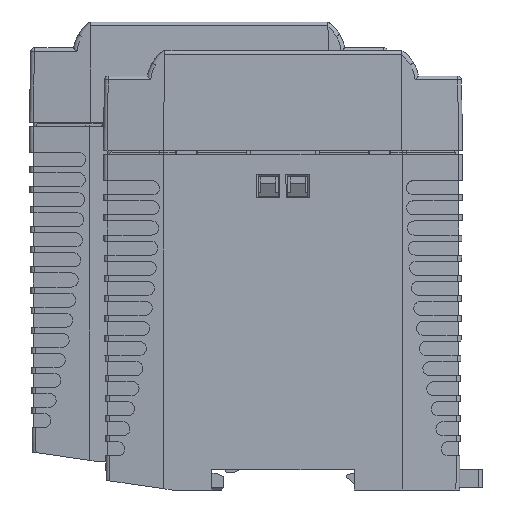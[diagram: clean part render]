
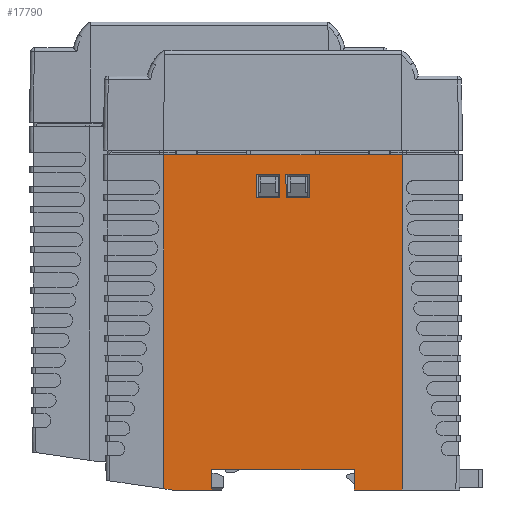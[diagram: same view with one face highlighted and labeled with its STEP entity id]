
A CAD part, left-side view. The second image highlights one B-rep face of the part: STEP entity #17790.
In plain terms, the highlighted planar face has unit normal (-1, 0, -0.009).
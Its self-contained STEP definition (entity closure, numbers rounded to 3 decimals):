
#7850 = EDGE_CURVE( '    LINE', #23545, #23546, #23547, .T. );
#8430 = EDGE_CURVE( '    LINE', #24510, #24511, #24512, .T. );
#9096 = EDGE_CURVE( '    LINE', #25589, #25590, #25591, .T. );
#9151 = EDGE_CURVE( '    LINE', #25683, #25684, #25685, .T. );
#11196 = EDGE_CURVE( '    LINE', #27874, #22193, #28811, .T. );
#11831 = EDGE_CURVE( '    LINE', #25692, #23575, #29721, .T. );
#11855 = EDGE_CURVE( '    LINE', #25590, #24510, #29753, .T. );
#13745 = EDGE_CURVE( '    LINE', #23575, #23545, #32298, .T. );
#13769 = EDGE_CURVE( '    LINE', #25684, #32329, #32330, .T. );
#14797 = EDGE_CURVE( '    LINE', #24511, #25589, #33664, .T. );
#16223 = EDGE_CURVE( '    LINE', #35445, #32329, #35446, .T. );
#17723 = EDGE_CURVE( '    LINE', #23546, #25692, #37246, .T. );
#17790 = ADVANCED_FACE( '    FACE', ( #37321, #37322, #37323 ), #37324, .F. );
#18013 = EDGE_CURVE( '    LINE', #37588, #35445, #37589, .T. );
#18021 = EDGE_CURVE( '    LINE', #25683, #35974, #37599, .T. );
#18733 = EDGE_CURVE( '    LINE', #30201, #35974, #38430, .T. );
#19241 = EDGE_CURVE( '    LINE', #30201, #22193, #39020, .T. );
#20223 = EDGE_CURVE( '    LINE', #37588, #27874, #40154, .T. );
#22193 = VERTEX_POINT( '', #42515 );
#23545 = VERTEX_POINT( '', #44448 );
#23546 = VERTEX_POINT( '', #44449 );
#23547 = LINE( '', #44450, #44451 );
#23575 = VERTEX_POINT( '', #44488 );
#24510 = VERTEX_POINT( '', #45850 );
#24511 = VERTEX_POINT( '', #45851 );
#24512 = LINE( '', #45852, #45853 );
#25589 = VERTEX_POINT( '', #47446 );
#25590 = VERTEX_POINT( '', #47447 );
#25591 = LINE( '', #47448, #47449 );
#25683 = VERTEX_POINT( '', #47581 );
#25684 = VERTEX_POINT( '', #47582 );
#25685 = LINE( '', #47583, #47584 );
#25692 = VERTEX_POINT( '', #47594 );
#27874 = VERTEX_POINT( '', #50825 );
#28811 = LINE( '', #52247, #52248 );
#29721 = LINE( '', #53603, #53604 );
#29753 = LINE( '', #53652, #53653 );
#30201 = VERTEX_POINT( '', #54350 );
#32298 = LINE( '', #57593, #57594 );
#32329 = VERTEX_POINT( '', #57642 );
#32330 = LINE( '', #57643, #57644 );
#33664 = LINE( '', #59716, #59717 );
#35445 = VERTEX_POINT( '', #62501 );
#35446 = LINE( '', #62502, #62503 );
#35974 = VERTEX_POINT( '', #63376 );
#37246 = LINE( '', #65429, #65430 );
#37321 = FACE_OUTER_BOUND( '', #65555, .T. );
#37322 = FACE_BOUND( '', #65556, .T. );
#37323 = FACE_BOUND( '', #65557, .T. );
#37324 = PLANE( '', #65558 );
#37588 = VERTEX_POINT( '', #65978 );
#37589 = LINE( '', #65979, #65980 );
#37599 = LINE( '', #65993, #65994 );
#38430 = LINE( '', #67356, #67357 );
#39020 = LINE( '', #68325, #68326 );
#40154 = LINE( '', #70161, #70162 );
#42515 = CARTESIAN_POINT( '', ( -35.75, -29.75, -2.8 ) );
#44448 = CARTESIAN_POINT( '', ( -35.708, -6.658, -7.642 ) );
#44449 = CARTESIAN_POINT( '', ( -35.657, -6.607, -13.507 ) );
#44450 = CARTESIAN_POINT( '', ( -35.708, -6.658, -7.642 ) );
#44451 = VECTOR( '', #74647, 1000. );
#44488 = CARTESIAN_POINT( '', ( -35.708, -0.742, -7.642 ) );
#45850 = CARTESIAN_POINT( '', ( -35.657, 6.607, -13.507 ) );
#45851 = CARTESIAN_POINT( '', ( -35.708, 6.658, -7.642 ) );
#45852 = CARTESIAN_POINT( '', ( -35.657, 6.607, -13.507 ) );
#45853 = VECTOR( '', #75527, 1000. );
#47446 = CARTESIAN_POINT( '', ( -35.708, 0.742, -7.642 ) );
#47447 = CARTESIAN_POINT( '', ( -35.657, 0.793, -13.507 ) );
#47448 = CARTESIAN_POINT( '', ( -35.708, 0.742, -7.642 ) );
#47449 = VECTOR( '', #76708, 1000. );
#47581 = CARTESIAN_POINT( '', ( -35.021, 27.5, -86.3 ) );
#47582 = CARTESIAN_POINT( '', ( -35.021, 17.75, -86.3 ) );
#47583 = CARTESIAN_POINT( '', ( -35.021, 27.5, -86.3 ) );
#47584 = VECTOR( '', #76783, 1000. );
#47594 = CARTESIAN_POINT( '', ( -35.657, -0.793, -13.507 ) );
#50825 = CARTESIAN_POINT( '', ( -35.021, -29.726, -86.3 ) );
#52247 = CARTESIAN_POINT( '', ( -35.021, -29.726, -86.3 ) );
#52248 = VECTOR( '', #80266, 1000. );
#53603 = CARTESIAN_POINT( '', ( -35.657, -0.793, -13.507 ) );
#53604 = VECTOR( '', #81403, 1000. );
#53652 = CARTESIAN_POINT( '', ( -35.657, 0.793, -13.507 ) );
#53653 = VECTOR( '', #81439, 1000. );
#54350 = CARTESIAN_POINT( '', ( -35.75, 29.75, -2.8 ) );
#57593 = CARTESIAN_POINT( '', ( -35.708, -0.742, -7.642 ) );
#57594 = VECTOR( '', #84674, 1000. );
#57642 = CARTESIAN_POINT( '', ( -35.065, 17.75, -81.3 ) );
#57643 = CARTESIAN_POINT( '', ( -35.021, 17.75, -86.3 ) );
#57644 = VECTOR( '', #84703, 1000. );
#59716 = CARTESIAN_POINT( '', ( -35.708, 6.658, -7.642 ) );
#59717 = VECTOR( '', #86435, 1000. );
#62501 = CARTESIAN_POINT( '', ( -35.065, -17.75, -81.3 ) );
#62502 = CARTESIAN_POINT( '', ( -35.065, -17.75, -81.3 ) );
#62503 = VECTOR( '', #88988, 1000. );
#63376 = CARTESIAN_POINT( '', ( -35.024, 29.726, -85.977 ) );
#65429 = CARTESIAN_POINT( '', ( -35.657, -6.607, -13.507 ) );
#65430 = VECTOR( '', #91362, 1000. );
#65555 = EDGE_LOOP( '', ( #91471, #91472, #91473, #91474, #91475, #91476, #91477, #91478, #91479 ) );
#65556 = EDGE_LOOP( '', ( #91480, #91481, #91482, #91483 ) );
#65557 = EDGE_LOOP( '', ( #91484, #91485, #91486, #91487 ) );
#65558 = AXIS2_PLACEMENT_3D( '', #91488, #91489, #91490 );
#65978 = CARTESIAN_POINT( '', ( -35.021, -17.75, -86.3 ) );
#65979 = CARTESIAN_POINT( '', ( -35.021, -17.75, -86.3 ) );
#65980 = VECTOR( '', #91949, 1000. );
#65993 = CARTESIAN_POINT( '', ( -35.021, 27.5, -86.3 ) );
#65994 = VECTOR( '', #91973, 1000. );
#67356 = CARTESIAN_POINT( '', ( -35.75, 29.75, -2.8 ) );
#67357 = VECTOR( '', #93158, 1000. );
#68325 = CARTESIAN_POINT( '', ( -35.75, 29.75, -2.8 ) );
#68326 = VECTOR( '', #94069, 1000. );
#70161 = CARTESIAN_POINT( '', ( -35.021, -17.75, -86.3 ) );
#70162 = VECTOR( '', #95755, 1000. );
#74647 = DIRECTION( '', ( 0.009, 0.009, -1. ) );
#75527 = DIRECTION( '', ( -0.009, 0.009, 1. ) );
#76708 = DIRECTION( '', ( 0.009, 0.009, -1. ) );
#76783 = DIRECTION( '', ( 0., -1., 0. ) );
#80266 = DIRECTION( '', ( -0.009, 0., 1. ) );
#81403 = DIRECTION( '', ( -0.009, 0.009, 1. ) );
#81439 = DIRECTION( '', ( 0., 1., 0. ) );
#84674 = DIRECTION( '', ( 0., -1., 0. ) );
#84703 = DIRECTION( '', ( -0.009, 0., 1. ) );
#86435 = DIRECTION( '', ( 0., -1., 0. ) );
#88988 = DIRECTION( '', ( 0., 1., 0. ) );
#91362 = DIRECTION( '', ( 0., 1., 0. ) );
#91471 = ORIENTED_EDGE( '', *, *, #16223, .F. );
#91472 = ORIENTED_EDGE( '', *, *, #18013, .F. );
#91473 = ORIENTED_EDGE( '', *, *, #20223, .T. );
#91474 = ORIENTED_EDGE( '', *, *, #11196, .T. );
#91475 = ORIENTED_EDGE( '', *, *, #19241, .F. );
#91476 = ORIENTED_EDGE( '', *, *, #18733, .T. );
#91477 = ORIENTED_EDGE( '', *, *, #18021, .F. );
#91478 = ORIENTED_EDGE( '', *, *, #9151, .T. );
#91479 = ORIENTED_EDGE( '', *, *, #13769, .T. );
#91480 = ORIENTED_EDGE( '', *, *, #14797, .T. );
#91481 = ORIENTED_EDGE( '', *, *, #9096, .T. );
#91482 = ORIENTED_EDGE( '', *, *, #11855, .T. );
#91483 = ORIENTED_EDGE( '', *, *, #8430, .T. );
#91484 = ORIENTED_EDGE( '', *, *, #7850, .T. );
#91485 = ORIENTED_EDGE( '', *, *, #17723, .T. );
#91486 = ORIENTED_EDGE( '', *, *, #11831, .T. );
#91487 = ORIENTED_EDGE( '', *, *, #13745, .T. );
#91488 = CARTESIAN_POINT( '', ( -35.007, -30.94, -87.97 ) );
#91489 = DIRECTION( '', ( 1., 0., 0.009 ) );
#91490 = DIRECTION( '', ( 0., 1., 0. ) );
#91949 = DIRECTION( '', ( -0.009, 0., 1. ) );
#91973 = DIRECTION( '', ( -0.001, 0.99, 0.143 ) );
#93158 = DIRECTION( '', ( 0.009, 0., -1. ) );
#94069 = DIRECTION( '', ( 0., -1., 0. ) );
#95755 = DIRECTION( '', ( 0., -1., 0. ) );
